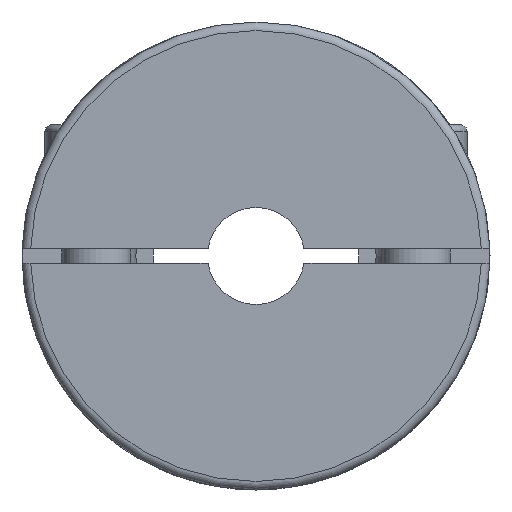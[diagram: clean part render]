
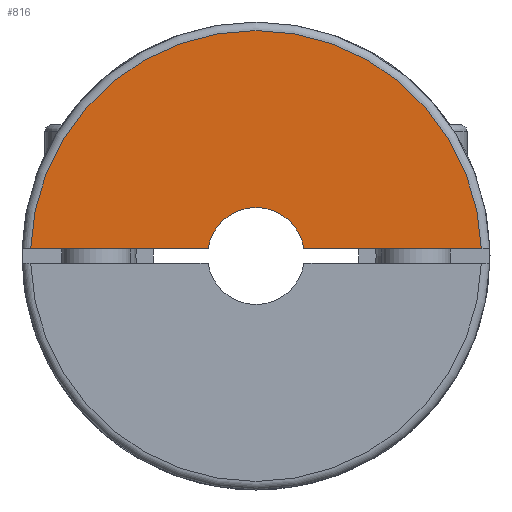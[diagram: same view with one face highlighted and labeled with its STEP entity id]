
A CAD part, left-side view. The second image highlights one B-rep face of the part: STEP entity #816.
In plain terms, the highlighted planar face has unit normal (-1, 0, 0).
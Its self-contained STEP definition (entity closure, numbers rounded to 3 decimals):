
#816 = ADVANCED_FACE( '', ( #1851 ), #1852, .T. );
#1851 = FACE_OUTER_BOUND( '', #3002, .T. );
#1852 = PLANE( '', #3003 );
#3002 = EDGE_LOOP( '', ( #5066, #5067, #5068, #5069 ) );
#3003 = AXIS2_PLACEMENT_3D( '', #5070, #5071, #5072 );
#5066 = ORIENTED_EDGE( '', *, *, #6276, .T. );
#5067 = ORIENTED_EDGE( '', *, *, #5715, .T. );
#5068 = ORIENTED_EDGE( '', *, *, #6304, .F. );
#5069 = ORIENTED_EDGE( '', *, *, #6231, .T. );
#5070 = CARTESIAN_POINT( '', ( -28., 0., 8.5 ) );
#5071 = DIRECTION( '', ( -1., 0., 0. ) );
#5072 = DIRECTION( '', ( 0., 0., 1. ) );
#5715 = EDGE_CURVE( '', #6650, #6648, #6651, .T. );
#6231 = EDGE_CURVE( '', #7437, #7435, #7438, .T. );
#6276 = EDGE_CURVE( '', #7435, #6650, #7495, .T. );
#6304 = EDGE_CURVE( '', #7437, #6648, #7526, .T. );
#6648 = VERTEX_POINT( '', #8055 );
#6650 = VERTEX_POINT( '', #8058 );
#6651 = LINE( '', #8059, #8060 );
#7435 = VERTEX_POINT( '', #9633 );
#7437 = VERTEX_POINT( '', #9648 );
#7438 = LINE( '', #9649, #9650 );
#7495 = CIRCLE( '', #9792, 39.5 );
#7526 = CIRCLE( '', #9927, 8.5 );
#8055 = CARTESIAN_POINT( '', ( -28., 8.408, 1.25 ) );
#8058 = CARTESIAN_POINT( '', ( -28., 39.48, 1.25 ) );
#8059 = CARTESIAN_POINT( '', ( -28., 0., 1.25 ) );
#8060 = VECTOR( '', #10599, 1000. );
#9633 = CARTESIAN_POINT( '', ( -28., -39.48, 1.25 ) );
#9648 = CARTESIAN_POINT( '', ( -28., -8.408, 1.25 ) );
#9649 = CARTESIAN_POINT( '', ( -28., 0., 1.25 ) );
#9650 = VECTOR( '', #11292, 1000. );
#9792 = AXIS2_PLACEMENT_3D( '', #11345, #11346, #11347 );
#9927 = AXIS2_PLACEMENT_3D( '', #11367, #11368, #11369 );
#10599 = DIRECTION( '', ( 0., -1., 0. ) );
#11292 = DIRECTION( '', ( 0., -1., 0. ) );
#11345 = CARTESIAN_POINT( '', ( -28., 0., 0. ) );
#11346 = DIRECTION( '', ( -1., 0., 0. ) );
#11347 = DIRECTION( '', ( 0., 0., 1. ) );
#11367 = CARTESIAN_POINT( '', ( -28., 0., 0. ) );
#11368 = DIRECTION( '', ( -1., 0., 0. ) );
#11369 = DIRECTION( '', ( 0., 0., 1. ) );
